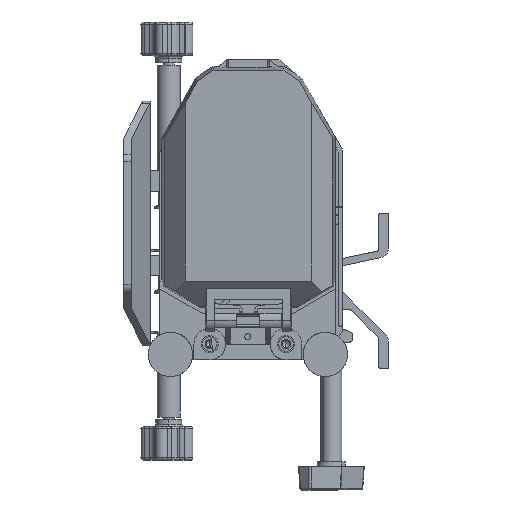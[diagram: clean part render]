
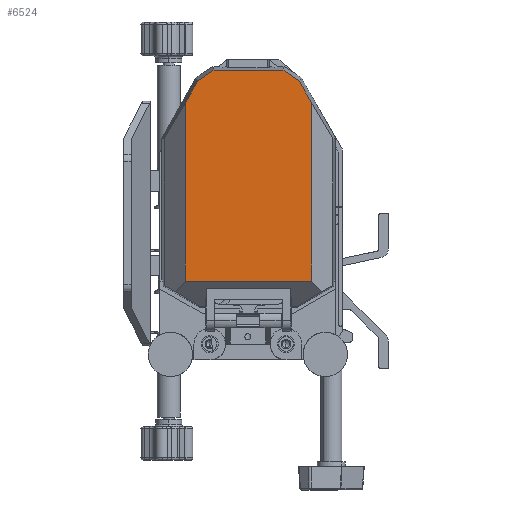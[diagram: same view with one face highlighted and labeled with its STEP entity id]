
A CAD part, left-side view. The second image highlights one B-rep face of the part: STEP entity #6524.
In plain terms, the highlighted planar face has unit normal (-1, 0, 0).
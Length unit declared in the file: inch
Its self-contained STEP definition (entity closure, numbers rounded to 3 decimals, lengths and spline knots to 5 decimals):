
#1089 = VERTEX_POINT ( 'NONE', #31818 ) ;
#3222 = CARTESIAN_POINT ( 'NONE',  ( -14.81134, 6.12138, 9.86694 ) ) ;
#3577 = ORIENTED_EDGE ( 'NONE', *, *, #4008, .T. ) ;
#4008 = EDGE_CURVE ( 'NONE', #4297, #25672, #16449, .T. ) ;
#4297 = VERTEX_POINT ( 'NONE', #9187 ) ;
#5154 = VECTOR ( 'NONE', #38952, 39.37008 ) ;
#5946 = VERTEX_POINT ( 'NONE', #14900 ) ;
#6457 = ORIENTED_EDGE ( 'NONE', *, *, #25355, .T. ) ;
#6524 = ADVANCED_FACE ( 'NONE', ( #26896 ), #31512, .F. ) ;
#6576 = CARTESIAN_POINT ( 'NONE',  ( -14.81135, 3.78611, 4.25254 ) ) ;
#6771 = VERTEX_POINT ( 'NONE', #6576 ) ;
#7461 = VECTOR ( 'NONE', #14277, 39.37008 ) ;
#9089 = DIRECTION ( 'NONE',  ( 0., 0.836, 0.549 ) ) ;
#9187 = CARTESIAN_POINT ( 'NONE',  ( -14.81134, 4.55242, 9.86694 ) ) ;
#9906 = ORIENTED_EDGE ( 'NONE', *, *, #40097, .T. ) ;
#10167 = EDGE_CURVE ( 'NONE', #1089, #4297, #29762, .T. ) ;
#11248 = AXIS2_PLACEMENT_3D ( 'NONE', #21431, #18130, #41944 ) ;
#11461 = EDGE_CURVE ( 'NONE', #25672, #17964, #39734, .T. ) ;
#11744 = VECTOR ( 'NONE', #42696, 39.37008 ) ;
#11875 = CARTESIAN_POINT ( 'NONE',  ( -14.81134, 7.15411, 11.01156 ) ) ;
#12352 = CARTESIAN_POINT ( 'NONE',  ( -14.81134, 6.17334, 10.93251 ) ) ;
#12740 = EDGE_CURVE ( 'NONE', #6771, #5946, #35395, .T. ) ;
#12756 = ORIENTED_EDGE ( 'NONE', *, *, #11461, .T. ) ;
#12839 = CARTESIAN_POINT ( 'NONE',  ( -14.81134, 7.15411, 8.9785 ) ) ;
#14277 = DIRECTION ( 'NONE',  ( 0., 1., 0. ) ) ;
#14298 = ORIENTED_EDGE ( 'NONE', *, *, #22275, .T. ) ;
#14900 = CARTESIAN_POINT ( 'NONE',  ( -14.81135, 7.15411, 4.25254 ) ) ;
#15094 = DIRECTION ( 'NONE',  ( 0., 0.489, -0.872 ) ) ;
#15251 = DIRECTION ( 'NONE',  ( 0., 0., -1. ) ) ;
#16449 = LINE ( 'NONE', #3222, #7461 ) ;
#17964 = VERTEX_POINT ( 'NONE', #22108 ) ;
#18130 = DIRECTION ( 'NONE',  ( 1., 0., 0. ) ) ;
#18195 = CARTESIAN_POINT ( 'NONE',  ( -14.81134, 5.67637, 10.33463 ) ) ;
#18318 = VECTOR ( 'NONE', #15094, 39.37008 ) ;
#18327 = ORIENTED_EDGE ( 'NONE', *, *, #10167, .T. ) ;
#18424 = VECTOR ( 'NONE', #26297, 39.37008 ) ;
#18591 = CARTESIAN_POINT ( 'NONE',  ( -14.81134, 5.21342, 11.52122 ) ) ;
#19448 = CARTESIAN_POINT ( 'NONE',  ( -14.81135, 1.97011, 4.25254 ) ) ;
#20596 = VECTOR ( 'NONE', #35086, 39.37008 ) ;
#20624 = EDGE_LOOP ( 'NONE', ( #9906, #28241, #6457, #26155, #18327, #3577, #12756, #14298 ) ) ;
#21431 = CARTESIAN_POINT ( 'NONE',  ( -14.81134, 6.12138, 11.01156 ) ) ;
#22108 = CARTESIAN_POINT ( 'NONE',  ( -14.81134, 6.8119, 9.58815 ) ) ;
#22275 = EDGE_CURVE ( 'NONE', #17964, #40841, #27372, .T. ) ;
#23182 = LINE ( 'NONE', #18591, #5154 ) ;
#23866 = CARTESIAN_POINT ( 'NONE',  ( -14.81134, 3.78611, 8.9785 ) ) ;
#24416 = VERTEX_POINT ( 'NONE', #23866 ) ;
#25024 = LINE ( 'NONE', #11875, #42044 ) ;
#25355 = EDGE_CURVE ( 'NONE', #6771, #24416, #38813, .T. ) ;
#25398 = CARTESIAN_POINT ( 'NONE',  ( -14.81134, 6.3878, 9.86694 ) ) ;
#25672 = VERTEX_POINT ( 'NONE', #25398 ) ;
#26155 = ORIENTED_EDGE ( 'NONE', *, *, #38239, .T. ) ;
#26297 = DIRECTION ( 'NONE',  ( 0., 1., 0. ) ) ;
#26896 = FACE_OUTER_BOUND ( 'NONE', #20624, .T. ) ;
#27372 = LINE ( 'NONE', #38846, #18318 ) ;
#28241 = ORIENTED_EDGE ( 'NONE', *, *, #12740, .F. ) ;
#29762 = LINE ( 'NONE', #12352, #37684 ) ;
#31512 = PLANE ( 'NONE',  #11248 ) ;
#31818 = CARTESIAN_POINT ( 'NONE',  ( -14.81134, 4.12833, 9.58815 ) ) ;
#35086 = DIRECTION ( 'NONE',  ( 0., 0.836, -0.549 ) ) ;
#35395 = LINE ( 'NONE', #19448, #18424 ) ;
#35781 = CARTESIAN_POINT ( 'NONE',  ( -14.81134, 3.78611, 11.01156 ) ) ;
#37684 = VECTOR ( 'NONE', #9089, 39.37008 ) ;
#38239 = EDGE_CURVE ( 'NONE', #24416, #1089, #23182, .T. ) ;
#38813 = LINE ( 'NONE', #35781, #11744 ) ;
#38846 = CARTESIAN_POINT ( 'NONE',  ( -14.81134, 6.03889, 10.96526 ) ) ;
#38952 = DIRECTION ( 'NONE',  ( 0., 0.489, 0.872 ) ) ;
#39734 = LINE ( 'NONE', #18195, #20596 ) ;
#40097 = EDGE_CURVE ( 'NONE', #40841, #5946, #25024, .T. ) ;
#40841 = VERTEX_POINT ( 'NONE', #12839 ) ;
#41944 = DIRECTION ( 'NONE',  ( 0., 0., -1. ) ) ;
#42044 = VECTOR ( 'NONE', #15251, 39.37008 ) ;
#42696 = DIRECTION ( 'NONE',  ( 0., 0., 1. ) ) ;
